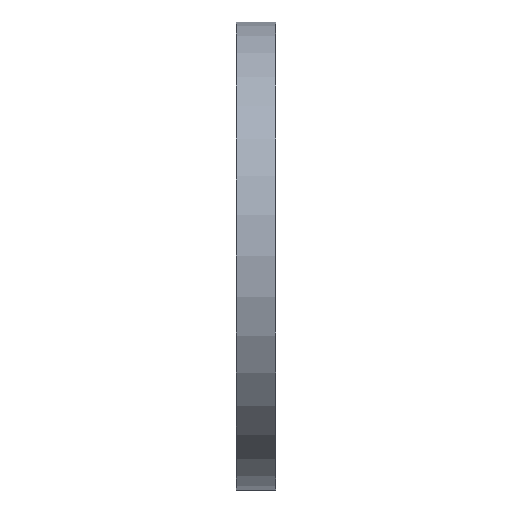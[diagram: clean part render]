
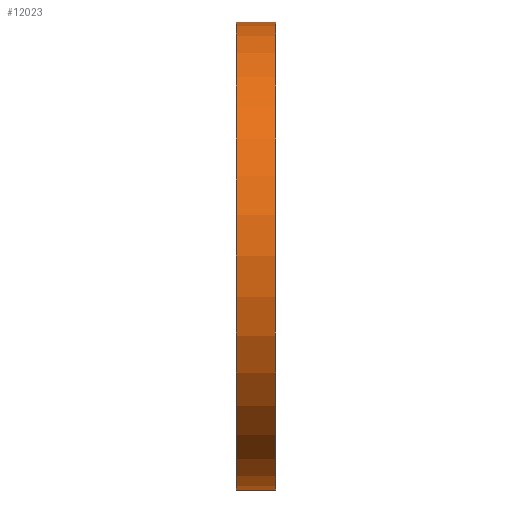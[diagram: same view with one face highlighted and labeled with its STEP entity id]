
A CAD part, left-side view. The second image highlights one B-rep face of the part: STEP entity #12023.
In plain terms, the highlighted cylindrical face has radius 60 mm (diameter 120 mm), a partial arc.
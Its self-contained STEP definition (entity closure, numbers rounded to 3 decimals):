
#385 = LINE ( 'NONE', #2453, #3366 ) ;
#1126 = AXIS2_PLACEMENT_3D ( 'NONE', #6914, #5783, #4705 ) ;
#2318 = DIRECTION ( 'NONE',  ( 0., 0., 1. ) ) ;
#2453 = CARTESIAN_POINT ( 'NONE',  ( 0., 10., -60. ) ) ;
#3366 = VECTOR ( 'NONE', #11745, 1000. ) ;
#3553 = DIRECTION ( 'NONE',  ( 0., 1., 0. ) ) ;
#3579 = CARTESIAN_POINT ( 'NONE',  ( 0., 10., 0. ) ) ;
#3650 = EDGE_CURVE ( 'NONE', #8911, #12746, #11723, .T. ) ;
#4044 = EDGE_LOOP ( 'NONE', ( #5270, #8056, #14235, #14118 ) ) ;
#4247 = FACE_OUTER_BOUND ( 'NONE', #4044, .T. ) ;
#4526 = CARTESIAN_POINT ( 'NONE',  ( 0., 0., 0. ) ) ;
#4705 = DIRECTION ( 'NONE',  ( 0., 0., -1. ) ) ;
#4758 = DIRECTION ( 'NONE',  ( 0., 1., 0. ) ) ;
#4830 = VECTOR ( 'NONE', #6094, 1000. ) ;
#4928 = EDGE_CURVE ( 'NONE', #11041, #12746, #11518, .T. ) ;
#5270 = ORIENTED_EDGE ( 'NONE', *, *, #4928, .F. ) ;
#5570 = VERTEX_POINT ( 'NONE', #5853 ) ;
#5783 = DIRECTION ( 'NONE',  ( 0., -1., 0. ) ) ;
#5853 = CARTESIAN_POINT ( 'NONE',  ( 0., 10., -60. ) ) ;
#6094 = DIRECTION ( 'NONE',  ( 0., -1., 0. ) ) ;
#6914 = CARTESIAN_POINT ( 'NONE',  ( 0., 10., 0. ) ) ;
#7230 = CYLINDRICAL_SURFACE ( 'NONE', #1126, 60. ) ;
#7423 = CARTESIAN_POINT ( 'NONE',  ( 0., 10., 60. ) ) ;
#8056 = ORIENTED_EDGE ( 'NONE', *, *, #8627, .F. ) ;
#8627 = EDGE_CURVE ( 'NONE', #5570, #11041, #13434, .T. ) ;
#8720 = EDGE_CURVE ( 'NONE', #5570, #8911, #385, .T. ) ;
#8911 = VERTEX_POINT ( 'NONE', #10067 ) ;
#10067 = CARTESIAN_POINT ( 'NONE',  ( 0., 0., -60. ) ) ;
#11041 = VERTEX_POINT ( 'NONE', #7423 ) ;
#11518 = LINE ( 'NONE', #12858, #4830 ) ;
#11723 = CIRCLE ( 'NONE', #14224, 60. ) ;
#11745 = DIRECTION ( 'NONE',  ( 0., -1., 0. ) ) ;
#12023 = ADVANCED_FACE ( 'NONE', ( #4247 ), #7230, .T. ) ;
#12746 = VERTEX_POINT ( 'NONE', #13929 ) ;
#12840 = AXIS2_PLACEMENT_3D ( 'NONE', #3579, #4758, #13734 ) ;
#12858 = CARTESIAN_POINT ( 'NONE',  ( 0., 10., 60. ) ) ;
#13434 = CIRCLE ( 'NONE', #12840, 60. ) ;
#13734 = DIRECTION ( 'NONE',  ( 0., 0., 1. ) ) ;
#13929 = CARTESIAN_POINT ( 'NONE',  ( 0., 0., 60. ) ) ;
#14118 = ORIENTED_EDGE ( 'NONE', *, *, #3650, .T. ) ;
#14224 = AXIS2_PLACEMENT_3D ( 'NONE', #4526, #3553, #2318 ) ;
#14235 = ORIENTED_EDGE ( 'NONE', *, *, #8720, .T. ) ;
